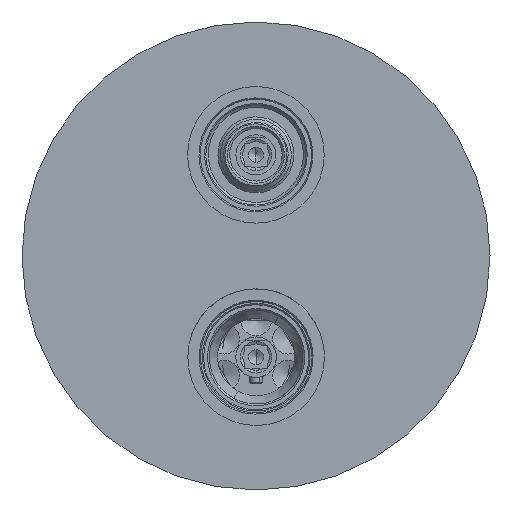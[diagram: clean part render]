
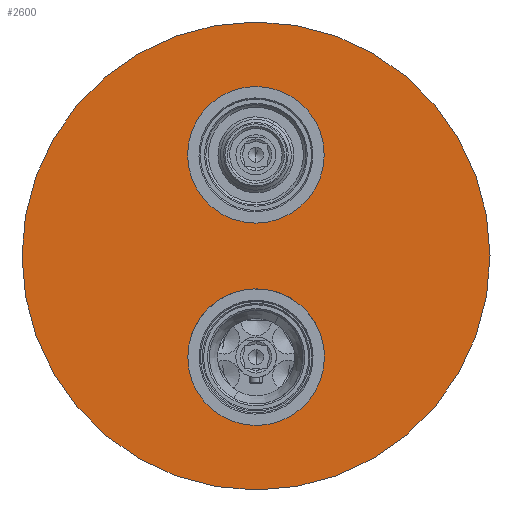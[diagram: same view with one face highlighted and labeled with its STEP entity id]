
A CAD part, front view. The second image highlights one B-rep face of the part: STEP entity #2600.
In plain terms, the highlighted planar face has unit normal (0, -1, 0).
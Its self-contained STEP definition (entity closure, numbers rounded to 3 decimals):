
#2498=CARTESIAN_POINT('Vertex',(-19.733,65.,-10.809)) ;
#2503=CARTESIAN_POINT('Axis2P3D Location',(0.,65.,0.)) ;
#2507=CARTESIAN_POINT('Vertex',(19.733,65.,10.809)) ;
#2537=CARTESIAN_POINT('Axis2P3D Location',(0.,65.,0.)) ;
#2555=CARTESIAN_POINT('Axis2P3D Location',(-0.045,65.,40.)) ;
#2560=CARTESIAN_POINT('Axis2P3D Location',(-0.045,65.,40.)) ;
#2564=CARTESIAN_POINT('Vertex',(92.455,65.,40.105)) ;
#2566=CARTESIAN_POINT('Vertex',(-92.545,65.,39.895)) ;
#2569=CARTESIAN_POINT('Axis2P3D Location',(-0.045,65.,40.)) ;
#2578=CARTESIAN_POINT('Axis2P3D Location',(-0.091,65.,80.)) ;
#2582=CARTESIAN_POINT('Vertex',(-19.848,65.,90.765)) ;
#2584=CARTESIAN_POINT('Vertex',(19.667,65.,69.235)) ;
#2587=CARTESIAN_POINT('Axis2P3D Location',(-0.091,65.,80.)) ;
#2504=DIRECTION('Axis2P3D Direction',(0.,-1.,0.)) ;
#2538=DIRECTION('Axis2P3D Direction',(0.,-1.,0.)) ;
#2556=DIRECTION('Axis2P3D Direction',(0.,1.,0.)) ;
#2557=DIRECTION('Axis2P3D XDirection',(-1.,0.,-0.001)) ;
#2561=DIRECTION('Axis2P3D Direction',(0.,1.,0.)) ;
#2570=DIRECTION('Axis2P3D Direction',(0.,1.,0.)) ;
#2579=DIRECTION('Axis2P3D Direction',(0.,1.,0.)) ;
#2588=DIRECTION('Axis2P3D Direction',(0.,1.,0.)) ;
#2505=AXIS2_PLACEMENT_3D('Circle Axis2P3D',#2503,#2504,$) ;
#2539=AXIS2_PLACEMENT_3D('Circle Axis2P3D',#2537,#2538,$) ;
#2558=AXIS2_PLACEMENT_3D('Plane Axis2P3D',#2555,#2556,#2557) ;
#2562=AXIS2_PLACEMENT_3D('Circle Axis2P3D',#2560,#2561,$) ;
#2571=AXIS2_PLACEMENT_3D('Circle Axis2P3D',#2569,#2570,$) ;
#2580=AXIS2_PLACEMENT_3D('Circle Axis2P3D',#2578,#2579,$) ;
#2589=AXIS2_PLACEMENT_3D('Circle Axis2P3D',#2587,#2588,$) ;
#2506=CIRCLE('generated circle',#2505,22.5) ;
#2540=CIRCLE('generated circle',#2539,22.5) ;
#2563=CIRCLE('generated circle',#2562,92.5) ;
#2572=CIRCLE('generated circle',#2571,92.5) ;
#2581=CIRCLE('generated circle',#2580,22.5) ;
#2590=CIRCLE('generated circle',#2589,22.5) ;
#2559=PLANE('',#2558) ;
#2595=FACE_BOUND('',#2592,.T.) ;
#2599=FACE_BOUND('',#2596,.T.) ;
#2509=EDGE_CURVE('',#2508,#2499,#2506,.F.) ;
#2541=EDGE_CURVE('',#2499,#2508,#2540,.F.) ;
#2568=EDGE_CURVE('',#2565,#2567,#2563,.T.) ;
#2573=EDGE_CURVE('',#2567,#2565,#2572,.T.) ;
#2586=EDGE_CURVE('',#2583,#2585,#2581,.F.) ;
#2591=EDGE_CURVE('',#2585,#2583,#2590,.F.) ;
#2575=ORIENTED_EDGE('',*,*,#2568,.F.) ;
#2576=ORIENTED_EDGE('',*,*,#2573,.F.) ;
#2593=ORIENTED_EDGE('',*,*,#2586,.F.) ;
#2594=ORIENTED_EDGE('',*,*,#2591,.F.) ;
#2597=ORIENTED_EDGE('',*,*,#2509,.T.) ;
#2598=ORIENTED_EDGE('',*,*,#2541,.T.) ;
#2574=EDGE_LOOP('',(#2575,#2576)) ;
#2592=EDGE_LOOP('',(#2593,#2594)) ;
#2596=EDGE_LOOP('',(#2597,#2598)) ;
#2499=VERTEX_POINT('',#2498) ;
#2508=VERTEX_POINT('',#2507) ;
#2565=VERTEX_POINT('',#2564) ;
#2567=VERTEX_POINT('',#2566) ;
#2583=VERTEX_POINT('',#2582) ;
#2585=VERTEX_POINT('',#2584) ;
#2600=ADVANCED_FACE('P9A302.1\\PartBody',(#2577,#2595,#2599),#2559,.F.) ;
#2577=FACE_OUTER_BOUND('',#2574,.T.) ;
